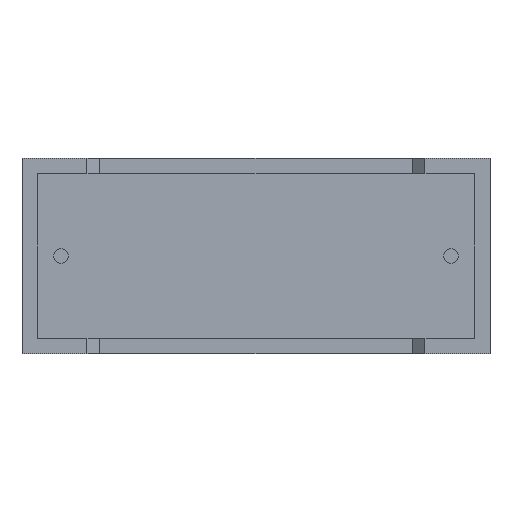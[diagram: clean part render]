
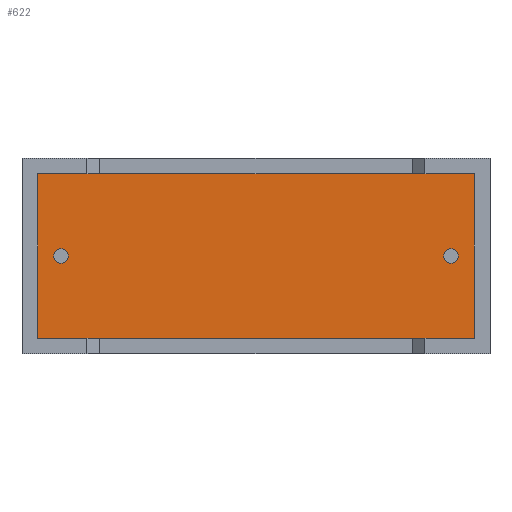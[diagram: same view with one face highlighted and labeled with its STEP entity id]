
A CAD part, front view. The second image highlights one B-rep face of the part: STEP entity #622.
In plain terms, the highlighted planar face has unit normal (0, -1, 0).
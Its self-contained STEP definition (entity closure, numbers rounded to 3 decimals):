
#11 = DIRECTION ( 'NONE',  ( 0., -1., 0. ) ) ;
#14 = EDGE_CURVE ( 'NONE', #522, #2949, #304, .T. ) ;
#43 = EDGE_CURVE ( 'NONE', #212, #2267, #2874, .T. ) ;
#75 = AXIS2_PLACEMENT_3D ( 'NONE', #2851, #2147, #950 ) ;
#142 = DIRECTION ( 'NONE',  ( 0., 0., -1. ) ) ;
#212 = VERTEX_POINT ( 'NONE', #3027 ) ;
#304 = CIRCLE ( 'NONE', #1155, 0.425 ) ;
#324 = FACE_OUTER_BOUND ( 'NONE', #475, .T. ) ;
#354 = DIRECTION ( 'NONE',  ( 0., 0., -1. ) ) ;
#355 = ORIENTED_EDGE ( 'NONE', *, *, #2111, .T. ) ;
#382 = CARTESIAN_POINT ( 'NONE',  ( 26.1, 0.75, 0.9 ) ) ;
#475 = EDGE_LOOP ( 'NONE', ( #355, #769, #1524, #2819 ) ) ;
#522 = VERTEX_POINT ( 'NONE', #838 ) ;
#562 = AXIS2_PLACEMENT_3D ( 'NONE', #981, #1590, #2085 ) ;
#585 = EDGE_CURVE ( 'NONE', #2949, #522, #2286, .T. ) ;
#622 = ADVANCED_FACE ( 'NONE', ( #1577, #324, #2922 ), #2211, .T. ) ;
#715 = CARTESIAN_POINT ( 'NONE',  ( 24.75, 0.75, 6.075 ) ) ;
#769 = ORIENTED_EDGE ( 'NONE', *, *, #2884, .T. ) ;
#838 = CARTESIAN_POINT ( 'NONE',  ( 2.25, 0.75, 5.225 ) ) ;
#859 = ORIENTED_EDGE ( 'NONE', *, *, #14, .F. ) ;
#862 = DIRECTION ( 'NONE',  ( 0., -1., 0. ) ) ;
#929 = LINE ( 'NONE', #1825, #1452 ) ;
#950 = DIRECTION ( 'NONE',  ( 0., 0., -1. ) ) ;
#960 = DIRECTION ( 'NONE',  ( 0., 0., -1. ) ) ;
#981 = CARTESIAN_POINT ( 'NONE',  ( 0., 0.75, 0. ) ) ;
#1050 = ORIENTED_EDGE ( 'NONE', *, *, #585, .F. ) ;
#1076 = CARTESIAN_POINT ( 'NONE',  ( 24.75, 0.75, 5.65 ) ) ;
#1155 = AXIS2_PLACEMENT_3D ( 'NONE', #1186, #11, #960 ) ;
#1186 = CARTESIAN_POINT ( 'NONE',  ( 2.25, 0.75, 5.65 ) ) ;
#1228 = ORIENTED_EDGE ( 'NONE', *, *, #3007, .F. ) ;
#1247 = CARTESIAN_POINT ( 'NONE',  ( 0.9, 0.75, 10.4 ) ) ;
#1301 = CARTESIAN_POINT ( 'NONE',  ( 2.25, 0.75, 5.65 ) ) ;
#1345 = DIRECTION ( 'NONE',  ( 0., 0., 1. ) ) ;
#1386 = EDGE_CURVE ( 'NONE', #2977, #2188, #1497, .T. ) ;
#1452 = VECTOR ( 'NONE', #1623, 1000. ) ;
#1460 = DIRECTION ( 'NONE',  ( -1., 0., 0. ) ) ;
#1497 = CIRCLE ( 'NONE', #75, 0.425 ) ;
#1524 = ORIENTED_EDGE ( 'NONE', *, *, #1776, .T. ) ;
#1577 = FACE_BOUND ( 'NONE', #2847, .T. ) ;
#1582 = LINE ( 'NONE', #382, #1706 ) ;
#1590 = DIRECTION ( 'NONE',  ( 0., -1., 0. ) ) ;
#1623 = DIRECTION ( 'NONE',  ( 0., 0., -1. ) ) ;
#1706 = VECTOR ( 'NONE', #1345, 1000. ) ;
#1776 = EDGE_CURVE ( 'NONE', #2319, #212, #1582, .T. ) ;
#1795 = AXIS2_PLACEMENT_3D ( 'NONE', #1301, #862, #354 ) ;
#1825 = CARTESIAN_POINT ( 'NONE',  ( 0.9, 0.75, 10.4 ) ) ;
#1837 = EDGE_LOOP ( 'NONE', ( #1050, #859 ) ) ;
#1910 = CIRCLE ( 'NONE', #2501, 0.425 ) ;
#2085 = DIRECTION ( 'NONE',  ( 0., 0., -1. ) ) ;
#2111 = EDGE_CURVE ( 'NONE', #2267, #2843, #929, .T. ) ;
#2147 = DIRECTION ( 'NONE',  ( 0., -1., 0. ) ) ;
#2188 = VERTEX_POINT ( 'NONE', #715 ) ;
#2211 = PLANE ( 'NONE',  #562 ) ;
#2234 = CARTESIAN_POINT ( 'NONE',  ( 0.9, 0.75, 0.9 ) ) ;
#2267 = VERTEX_POINT ( 'NONE', #1247 ) ;
#2279 = DIRECTION ( 'NONE',  ( 1., 0., 0. ) ) ;
#2286 = CIRCLE ( 'NONE', #1795, 0.425 ) ;
#2301 = LINE ( 'NONE', #2769, #2902 ) ;
#2319 = VERTEX_POINT ( 'NONE', #2386 ) ;
#2380 = ORIENTED_EDGE ( 'NONE', *, *, #1386, .F. ) ;
#2386 = CARTESIAN_POINT ( 'NONE',  ( 26.1, 0.75, 0.9 ) ) ;
#2402 = CARTESIAN_POINT ( 'NONE',  ( 24.75, 0.75, 5.225 ) ) ;
#2412 = CARTESIAN_POINT ( 'NONE',  ( 26.1, 0.75, 10.4 ) ) ;
#2501 = AXIS2_PLACEMENT_3D ( 'NONE', #1076, #2950, #142 ) ;
#2608 = CARTESIAN_POINT ( 'NONE',  ( 2.25, 0.75, 6.075 ) ) ;
#2769 = CARTESIAN_POINT ( 'NONE',  ( 0.9, 0.75, 0.9 ) ) ;
#2819 = ORIENTED_EDGE ( 'NONE', *, *, #43, .T. ) ;
#2843 = VERTEX_POINT ( 'NONE', #2234 ) ;
#2847 = EDGE_LOOP ( 'NONE', ( #1228, #2380 ) ) ;
#2851 = CARTESIAN_POINT ( 'NONE',  ( 24.75, 0.75, 5.65 ) ) ;
#2874 = LINE ( 'NONE', #2412, #2974 ) ;
#2884 = EDGE_CURVE ( 'NONE', #2843, #2319, #2301, .T. ) ;
#2902 = VECTOR ( 'NONE', #2279, 1000. ) ;
#2922 = FACE_BOUND ( 'NONE', #1837, .T. ) ;
#2949 = VERTEX_POINT ( 'NONE', #2608 ) ;
#2950 = DIRECTION ( 'NONE',  ( 0., -1., 0. ) ) ;
#2974 = VECTOR ( 'NONE', #1460, 1000. ) ;
#2977 = VERTEX_POINT ( 'NONE', #2402 ) ;
#3007 = EDGE_CURVE ( 'NONE', #2188, #2977, #1910, .T. ) ;
#3027 = CARTESIAN_POINT ( 'NONE',  ( 26.1, 0.75, 10.4 ) ) ;
